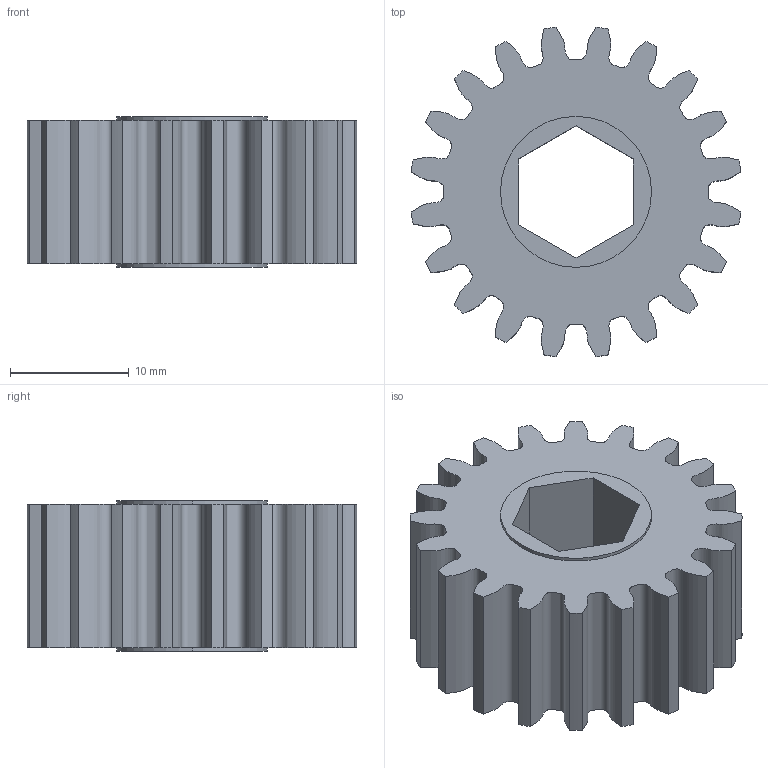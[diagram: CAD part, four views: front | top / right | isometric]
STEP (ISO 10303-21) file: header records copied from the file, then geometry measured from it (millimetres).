
FILE_DESCRIPTION (( 'STEP AP203' ), '1' );
FILE_NAME ('217-2701.20121204.STEP', '2012-12-05T02:56:42', ( 'svradm' ), ( 'Microsoft' ), 'SwSTEP 2.0', 'SolidWorks 2012', '' );
FILE_SCHEMA (( 'CONFIG_CONTROL_DESIGN' ));
Length unit declared in the file: inch
Products named in the file (1): 217-2701.20121204
Bounding box: 27.74 x 27.74 x 12.65 mm (x, y, z)
Volume: 5259.8 mm3; surface area: 3219.6 mm2
Topology: 1 solids, 1 shells, 54 faces, 150 edges, 100 vertices
Faces by surface type: cylinder 24, bspline 20, plane 10
Entity records: 8385 total; most frequent: CARTESIAN_POINT 7005, ORIENTED_EDGE 300, DIRECTION 228, EDGE_CURVE 150, VERTEX_POINT 100, AXIS2_PLACEMENT_3D 83, VECTOR 62, LINE 62
